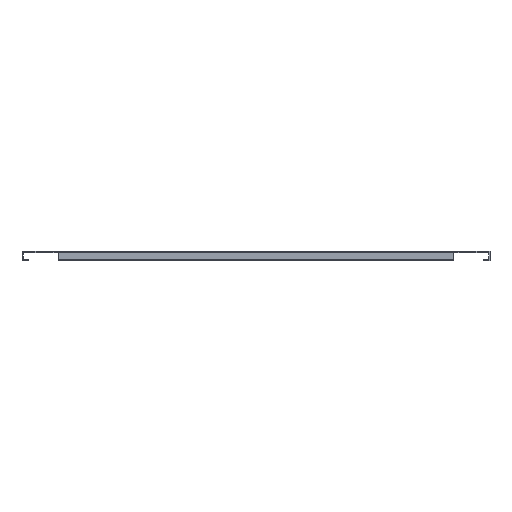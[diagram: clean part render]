
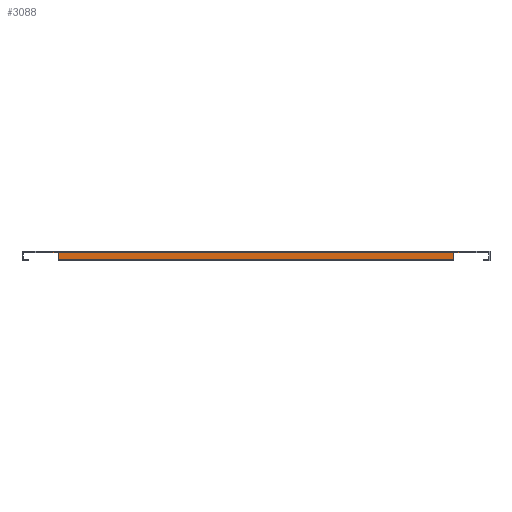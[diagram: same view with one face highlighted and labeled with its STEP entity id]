
A CAD part, front view. The second image highlights one B-rep face of the part: STEP entity #3088.
In plain terms, the highlighted planar face has unit normal (0, -1, 0).
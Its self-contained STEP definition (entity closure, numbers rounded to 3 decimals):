
#173=DIRECTION('',(1.,0.,0.));
#174=VECTOR('',#173,20.5);
#175=CARTESIAN_POINT('',(316.,-895.,0.));
#176=LINE('',#175,#174);
#482=DIRECTION('',(1.,0.,0.));
#483=VECTOR('',#482,20.5);
#484=CARTESIAN_POINT('',(-336.5,-895.,0.));
#485=LINE('',#484,#483);
#634=DIRECTION('',(0.,0.,1.));
#635=VECTOR('',#634,13.);
#636=CARTESIAN_POINT('',(-316.,-895.,-13.));
#637=LINE('',#636,#635);
#641=DIRECTION('',(0.,0.,1.));
#642=VECTOR('',#641,2.);
#643=CARTESIAN_POINT('',(-336.5,-895.,0.));
#644=LINE('',#643,#642);
#648=DIRECTION('',(1.,0.,0.));
#649=VECTOR('',#648,673.);
#650=CARTESIAN_POINT('',(-336.5,-895.,2.));
#651=LINE('',#650,#649);
#655=DIRECTION('',(0.,0.,-1.));
#656=VECTOR('',#655,2.);
#657=CARTESIAN_POINT('',(336.5,-895.,2.));
#658=LINE('',#657,#656);
#662=DIRECTION('',(0.,0.,-1.));
#663=VECTOR('',#662,13.);
#664=CARTESIAN_POINT('',(316.,-895.,0.));
#665=LINE('',#664,#663);
#2408=DIRECTION('',(1.,0.,0.));
#2409=VECTOR('',#2408,632.);
#2410=CARTESIAN_POINT('',(-316.,-895.,-13.));
#2411=LINE('',#2410,#2409);
#2416=CARTESIAN_POINT('',(-316.,-895.,0.));
#2418=VERTEX_POINT('',#2416);
#2421=CARTESIAN_POINT('',(316.,-895.,0.));
#2422=VERTEX_POINT('',#2421);
#2423=CARTESIAN_POINT('',(336.5,-895.,0.));
#2424=VERTEX_POINT('',#2423);
#2557=CARTESIAN_POINT('',(-336.5,-895.,0.));
#2558=VERTEX_POINT('',#2557);
#2591=CARTESIAN_POINT('',(-316.,-895.,-13.));
#2592=VERTEX_POINT('',#2591);
#2599=CARTESIAN_POINT('',(-336.5,-895.,2.));
#2600=VERTEX_POINT('',#2599);
#2601=CARTESIAN_POINT('',(336.5,-895.,2.));
#2602=VERTEX_POINT('',#2601);
#2603=CARTESIAN_POINT('',(316.,-895.,-13.));
#2604=VERTEX_POINT('',#2603);
#3068=CARTESIAN_POINT('',(0.,-895.,0.));
#3069=DIRECTION('',(0.,-1.,0.));
#3070=DIRECTION('',(0.,0.,-1.));
#3071=AXIS2_PLACEMENT_3D('',#3068,#3069,#3070);
#3072=PLANE('',#3071);
#3073=ORIENTED_EDGE('',*,*,#3047,.T.);
#3074=ORIENTED_EDGE('',*,*,#2986,.F.);
#3076=ORIENTED_EDGE('',*,*,#3075,.T.);
#3078=ORIENTED_EDGE('',*,*,#3077,.T.);
#3080=ORIENTED_EDGE('',*,*,#3079,.T.);
#3081=ORIENTED_EDGE('',*,*,#2850,.F.);
#3083=ORIENTED_EDGE('',*,*,#3082,.T.);
#3085=ORIENTED_EDGE('',*,*,#3084,.F.);
#3086=EDGE_LOOP('',(#3073,#3074,#3076,#3078,#3080,#3081,#3083,#3085));
#3087=FACE_OUTER_BOUND('',#3086,.F.);
#2850=EDGE_CURVE('',#2422,#2424,#176,.T.);
#2986=EDGE_CURVE('',#2558,#2418,#485,.T.);
#3047=EDGE_CURVE('',#2592,#2418,#637,.T.);
#3075=EDGE_CURVE('',#2558,#2600,#644,.T.);
#3077=EDGE_CURVE('',#2600,#2602,#651,.T.);
#3079=EDGE_CURVE('',#2602,#2424,#658,.T.);
#3082=EDGE_CURVE('',#2422,#2604,#665,.T.);
#3084=EDGE_CURVE('',#2592,#2604,#2411,.T.);
#3088=ADVANCED_FACE('',(#3087),#3072,.T.);
